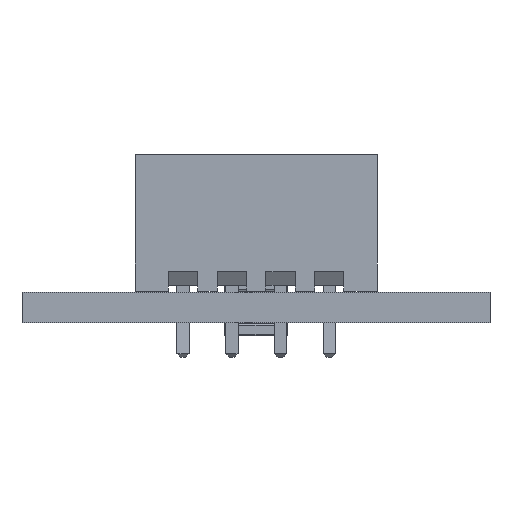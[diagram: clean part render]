
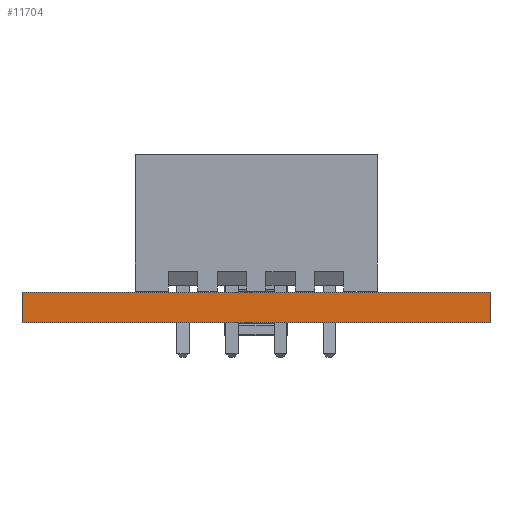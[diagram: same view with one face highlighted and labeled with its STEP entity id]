
A CAD part, front view. The second image highlights one B-rep face of the part: STEP entity #11704.
In plain terms, the highlighted planar face has unit normal (0, -1, 0).
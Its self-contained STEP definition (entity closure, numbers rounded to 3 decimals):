
#11704 = ADVANCED_FACE('',(#11705),#11719,.T.);
#11705 = FACE_BOUND('',#11706,.T.);
#11706 = EDGE_LOOP('',(#11707,#11742,#11770,#11798));
#11707 = ORIENTED_EDGE('',*,*,#11708,.T.);
#11708 = EDGE_CURVE('',#11709,#11711,#11713,.T.);
#11709 = VERTEX_POINT('',#11710);
#11710 = CARTESIAN_POINT('',(24.,-36.75,0.));
#11711 = VERTEX_POINT('',#11712);
#11712 = CARTESIAN_POINT('',(24.,-36.75,1.58));
#11713 = SURFACE_CURVE('',#11714,(#11718,#11730),.PCURVE_S1.);
#11714 = LINE('',#11715,#11716);
#11715 = CARTESIAN_POINT('',(24.,-36.75,0.));
#11716 = VECTOR('',#11717,1.);
#11717 = DIRECTION('',(0.,0.,1.));
#11718 = PCURVE('',#11719,#11724);
#11719 = PLANE('',#11720);
#11720 = AXIS2_PLACEMENT_3D('',#11721,#11722,#11723);
#11721 = CARTESIAN_POINT('',(24.,-36.75,0.));
#11722 = DIRECTION('',(0.,-1.,0.));
#11723 = DIRECTION('',(-1.,0.,0.));
#11724 = DEFINITIONAL_REPRESENTATION('',(#11725),#11729);
#11725 = LINE('',#11726,#11727);
#11726 = CARTESIAN_POINT('',(0.,-0.));
#11727 = VECTOR('',#11728,1.);
#11728 = DIRECTION('',(0.,-1.));
#11729 = ( GEOMETRIC_REPRESENTATION_CONTEXT(2) 
PARAMETRIC_REPRESENTATION_CONTEXT() REPRESENTATION_CONTEXT('2D SPACE',''
  ) );
#11730 = PCURVE('',#11731,#11736);
#11731 = PLANE('',#11732);
#11732 = AXIS2_PLACEMENT_3D('',#11733,#11734,#11735);
#11733 = CARTESIAN_POINT('',(24.,-0.,0.));
#11734 = DIRECTION('',(1.,0.,-0.));
#11735 = DIRECTION('',(0.,-1.,0.));
#11736 = DEFINITIONAL_REPRESENTATION('',(#11737),#11741);
#11737 = LINE('',#11738,#11739);
#11738 = CARTESIAN_POINT('',(36.75,0.));
#11739 = VECTOR('',#11740,1.);
#11740 = DIRECTION('',(0.,-1.));
#11741 = ( GEOMETRIC_REPRESENTATION_CONTEXT(2) 
PARAMETRIC_REPRESENTATION_CONTEXT() REPRESENTATION_CONTEXT('2D SPACE',''
  ) );
#11742 = ORIENTED_EDGE('',*,*,#11743,.T.);
#11743 = EDGE_CURVE('',#11711,#11744,#11746,.T.);
#11744 = VERTEX_POINT('',#11745);
#11745 = CARTESIAN_POINT('',(0.,-36.75,1.58));
#11746 = SURFACE_CURVE('',#11747,(#11751,#11758),.PCURVE_S1.);
#11747 = LINE('',#11748,#11749);
#11748 = CARTESIAN_POINT('',(24.,-36.75,1.58));
#11749 = VECTOR('',#11750,1.);
#11750 = DIRECTION('',(-1.,0.,0.));
#11751 = PCURVE('',#11719,#11752);
#11752 = DEFINITIONAL_REPRESENTATION('',(#11753),#11757);
#11753 = LINE('',#11754,#11755);
#11754 = CARTESIAN_POINT('',(0.,-1.58));
#11755 = VECTOR('',#11756,1.);
#11756 = DIRECTION('',(1.,0.));
#11757 = ( GEOMETRIC_REPRESENTATION_CONTEXT(2) 
PARAMETRIC_REPRESENTATION_CONTEXT() REPRESENTATION_CONTEXT('2D SPACE',''
  ) );
#11758 = PCURVE('',#11759,#11764);
#11759 = PLANE('',#11760);
#11760 = AXIS2_PLACEMENT_3D('',#11761,#11762,#11763);
#11761 = CARTESIAN_POINT('',(12.,-18.375,1.58));
#11762 = DIRECTION('',(-0.,-0.,-1.));
#11763 = DIRECTION('',(-1.,0.,0.));
#11764 = DEFINITIONAL_REPRESENTATION('',(#11765),#11769);
#11765 = LINE('',#11766,#11767);
#11766 = CARTESIAN_POINT('',(-12.,-18.375));
#11767 = VECTOR('',#11768,1.);
#11768 = DIRECTION('',(1.,0.));
#11769 = ( GEOMETRIC_REPRESENTATION_CONTEXT(2) 
PARAMETRIC_REPRESENTATION_CONTEXT() REPRESENTATION_CONTEXT('2D SPACE',''
  ) );
#11770 = ORIENTED_EDGE('',*,*,#11771,.F.);
#11771 = EDGE_CURVE('',#11772,#11744,#11774,.T.);
#11772 = VERTEX_POINT('',#11773);
#11773 = CARTESIAN_POINT('',(0.,-36.75,0.));
#11774 = SURFACE_CURVE('',#11775,(#11779,#11786),.PCURVE_S1.);
#11775 = LINE('',#11776,#11777);
#11776 = CARTESIAN_POINT('',(0.,-36.75,0.));
#11777 = VECTOR('',#11778,1.);
#11778 = DIRECTION('',(0.,0.,1.));
#11779 = PCURVE('',#11719,#11780);
#11780 = DEFINITIONAL_REPRESENTATION('',(#11781),#11785);
#11781 = LINE('',#11782,#11783);
#11782 = CARTESIAN_POINT('',(24.,0.));
#11783 = VECTOR('',#11784,1.);
#11784 = DIRECTION('',(0.,-1.));
#11785 = ( GEOMETRIC_REPRESENTATION_CONTEXT(2) 
PARAMETRIC_REPRESENTATION_CONTEXT() REPRESENTATION_CONTEXT('2D SPACE',''
  ) );
#11786 = PCURVE('',#11787,#11792);
#11787 = PLANE('',#11788);
#11788 = AXIS2_PLACEMENT_3D('',#11789,#11790,#11791);
#11789 = CARTESIAN_POINT('',(0.,-36.75,0.));
#11790 = DIRECTION('',(-1.,0.,0.));
#11791 = DIRECTION('',(0.,1.,0.));
#11792 = DEFINITIONAL_REPRESENTATION('',(#11793),#11797);
#11793 = LINE('',#11794,#11795);
#11794 = CARTESIAN_POINT('',(0.,0.));
#11795 = VECTOR('',#11796,1.);
#11796 = DIRECTION('',(0.,-1.));
#11797 = ( GEOMETRIC_REPRESENTATION_CONTEXT(2) 
PARAMETRIC_REPRESENTATION_CONTEXT() REPRESENTATION_CONTEXT('2D SPACE',''
  ) );
#11798 = ORIENTED_EDGE('',*,*,#11799,.F.);
#11799 = EDGE_CURVE('',#11709,#11772,#11800,.T.);
#11800 = SURFACE_CURVE('',#11801,(#11805,#11812),.PCURVE_S1.);
#11801 = LINE('',#11802,#11803);
#11802 = CARTESIAN_POINT('',(24.,-36.75,0.));
#11803 = VECTOR('',#11804,1.);
#11804 = DIRECTION('',(-1.,0.,0.));
#11805 = PCURVE('',#11719,#11806);
#11806 = DEFINITIONAL_REPRESENTATION('',(#11807),#11811);
#11807 = LINE('',#11808,#11809);
#11808 = CARTESIAN_POINT('',(0.,-0.));
#11809 = VECTOR('',#11810,1.);
#11810 = DIRECTION('',(1.,0.));
#11811 = ( GEOMETRIC_REPRESENTATION_CONTEXT(2) 
PARAMETRIC_REPRESENTATION_CONTEXT() REPRESENTATION_CONTEXT('2D SPACE',''
  ) );
#11812 = PCURVE('',#11813,#11818);
#11813 = PLANE('',#11814);
#11814 = AXIS2_PLACEMENT_3D('',#11815,#11816,#11817);
#11815 = CARTESIAN_POINT('',(12.,-18.375,0.));
#11816 = DIRECTION('',(-0.,-0.,-1.));
#11817 = DIRECTION('',(-1.,0.,0.));
#11818 = DEFINITIONAL_REPRESENTATION('',(#11819),#11823);
#11819 = LINE('',#11820,#11821);
#11820 = CARTESIAN_POINT('',(-12.,-18.375));
#11821 = VECTOR('',#11822,1.);
#11822 = DIRECTION('',(1.,0.));
#11823 = ( GEOMETRIC_REPRESENTATION_CONTEXT(2) 
PARAMETRIC_REPRESENTATION_CONTEXT() REPRESENTATION_CONTEXT('2D SPACE',''
  ) );
